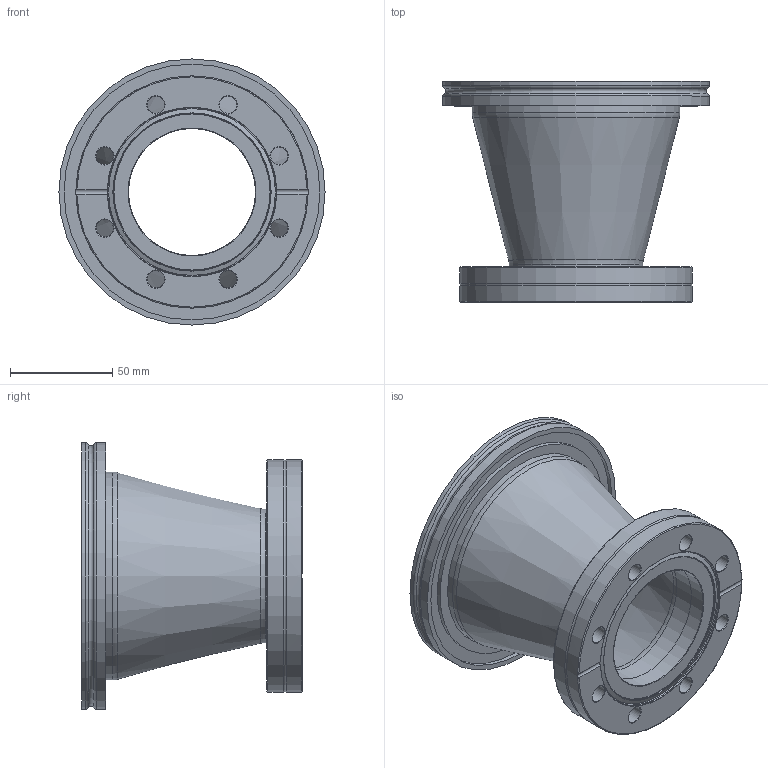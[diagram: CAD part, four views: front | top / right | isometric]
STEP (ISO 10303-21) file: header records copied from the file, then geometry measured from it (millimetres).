
FILE_DESCRIPTION(/* description */ (''),/* implementation_level */ '2;1');
FILE_NAME(/* name */ 'AD-C-ISOCF-100x450(D).stp',/* time_stamp */ '2016-07-26T11:39:34+08:00',/* author */ ('wei_zheng'),/* organization */ (''),/* preprocessor_version */ 'ST-DEVELOPER v16.1',/* originating_system */ 'Autodesk Inventor 2016',/* authorisation */ '');
FILE_SCHEMA (('AUTOMOTIVE_DESIGN { 1 0 10303 214 3 1 1 }'));
Length unit declared in the file: millimetre
Products named in the file (4): AD-C-ISOCF-100x450(A); AD-C-ISOCF-100x450(B); AD-C-ISOCF-100x450(C); 組合2
Assembly tree (3 placements, depth 2):
  組合2
    AD-C-ISOCF-100x450(A)
    AD-C-ISOCF-100x450(B)
    AD-C-ISOCF-100x450(C)
Bounding box: 130 x 107.93 x 130 mm (x, y, z)
Volume: 211480.6 mm3; surface area: 98096.3 mm2
Topology: 3 solids, 3 shells, 82 faces, 178 edges, 107 vertices
Faces by surface type: cylinder 28, cone 22, torus 19, plane 13
Full cylindrical faces by diameter (mm): 8.43 x8, 62 x2, 63.75 x1, 65.3 x1, 82.55 x1, 97.4 x1, 98.3 x1, 101.6 x1, 101.9 x1, 102.7 x1, 112.3 x1, 113.5 x2, 125 x1, 130 x2
Entity records: 2182 total; most frequent: CARTESIAN_POINT 535, DIRECTION 358, ORIENTED_EDGE 216, AXIS2_PLACEMENT_3D 177, EDGE_LOOP 170, EDGE_CURVE 108, VERTEX_POINT 98, FACE_BOUND 88
